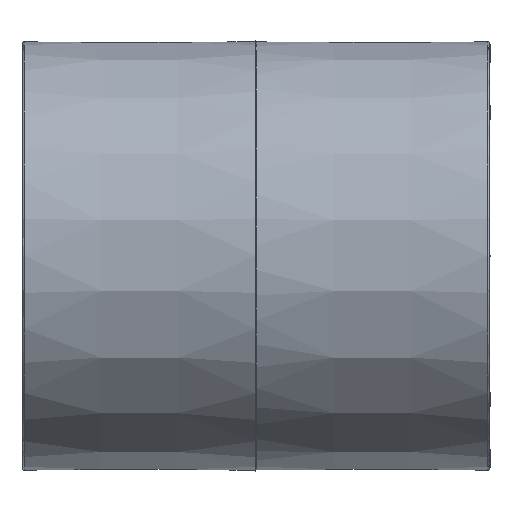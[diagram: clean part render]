
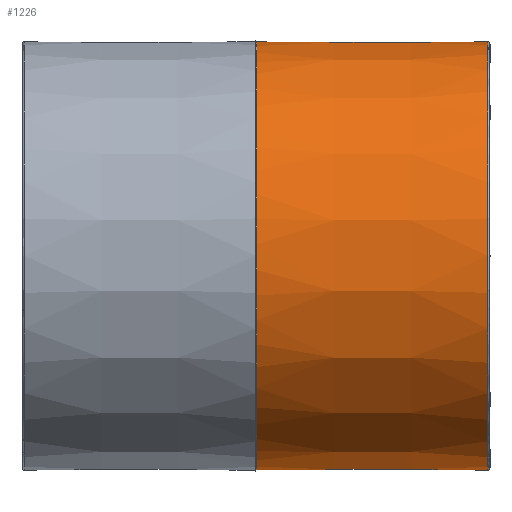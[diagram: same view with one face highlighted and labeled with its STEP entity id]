
A CAD part, top view. The second image highlights one B-rep face of the part: STEP entity #1226.
In plain terms, the highlighted conical face has half-angle 0.038 degrees and reference radius 70.05 mm.
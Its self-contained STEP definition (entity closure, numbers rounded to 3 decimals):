
#111=CONICAL_SURFACE('',#20630,70.05,0.038);
#1226=ADVANCED_FACE('',(#5651,#5652),#111,.T.);
#3478=CIRCLE('',#20628,70.);
#5651=FACE_BOUND('',#5743,.T.);
#5652=FACE_BOUND('',#5744,.T.);
#5743=EDGE_LOOP('',(#7779));
#5744=EDGE_LOOP('',(#7780));
#7779=ORIENTED_EDGE('',*,*,#16227,.T.);
#7780=ORIENTED_EDGE('',*,*,#16226,.F.);
#14084=VERTEX_POINT('',#30584);
#14085=VERTEX_POINT('',#30620);
#16226=EDGE_CURVE('',#14084,#14084,#3478,.T.);
#16227=EDGE_CURVE('',#14085,#14085,#19258,.T.);
#19258=B_SPLINE_CURVE_WITH_KNOTS('',3,(#30586,#30587,#30588,#30589,#30590,
#30591,#30592,#30593,#30594,#30595,#30596,#30597,#30598,#30599,#30600,#30601,
#30602,#30603,#30604,#30605,#30606,#30607,#30608,#30609,#30610,#30611,#30612,
#30613,#30614,#30615,#30616,#30617,#30618,#30619),.UNSPECIFIED.,.T.,.F.,
(2,2,2,2,2,2,2,2,2,2,2,2,2,2,2,2,2,2,2),(-0.063,0.,0.062,
0.125,0.188,0.25,0.313,0.375,0.438,0.5,0.563,0.625,0.688,0.75,0.813,
0.875,0.938,1.,1.063),.UNSPECIFIED.);
#20628=AXIS2_PLACEMENT_3D('',#30583,#22065,#22066);
#20630=AXIS2_PLACEMENT_3D('',#30621,#22069,#22070);
#22065=DIRECTION('',(1.,0.,0.));
#22066=DIRECTION('',(0.,0.,-1.));
#22069=DIRECTION('',(-1.,0.,0.));
#22070=DIRECTION('',(0.,0.,1.));
#30583=CARTESIAN_POINT('',(80602.808,10733.665,0.));
#30584=CARTESIAN_POINT('',(80602.808,10733.665,-70.));
#30586=CARTESIAN_POINT('',(80527.308,10724.495,-70.05));
#30587=CARTESIAN_POINT('',(80527.308,10742.834,-70.05));
#30588=CARTESIAN_POINT('',(80527.308,10752.,-68.227));
#30589=CARTESIAN_POINT('',(80527.308,10768.943,-61.209));
#30590=CARTESIAN_POINT('',(80527.308,10776.714,-56.017));
#30591=CARTESIAN_POINT('',(80527.308,10789.682,-43.049));
#30592=CARTESIAN_POINT('',(80527.308,10794.874,-35.279));
#30593=CARTESIAN_POINT('',(80527.308,10801.892,-18.335));
#30594=CARTESIAN_POINT('',(80527.308,10803.715,-9.17));
#30595=CARTESIAN_POINT('',(80527.308,10803.715,9.17));
#30596=CARTESIAN_POINT('',(80527.308,10801.892,18.335));
#30597=CARTESIAN_POINT('',(80527.308,10794.874,35.279));
#30598=CARTESIAN_POINT('',(80527.308,10789.682,43.049));
#30599=CARTESIAN_POINT('',(80527.308,10776.714,56.017));
#30600=CARTESIAN_POINT('',(80527.308,10768.943,61.209));
#30601=CARTESIAN_POINT('',(80527.308,10752.,68.227));
#30602=CARTESIAN_POINT('',(80527.308,10742.834,70.05));
#30603=CARTESIAN_POINT('',(80527.308,10724.495,70.05));
#30604=CARTESIAN_POINT('',(80527.308,10715.329,68.227));
#30605=CARTESIAN_POINT('',(80527.308,10698.386,61.209));
#30606=CARTESIAN_POINT('',(80527.308,10690.616,56.017));
#30607=CARTESIAN_POINT('',(80527.308,10677.648,43.049));
#30608=CARTESIAN_POINT('',(80527.308,10672.456,35.279));
#30609=CARTESIAN_POINT('',(80527.308,10665.438,18.335));
#30610=CARTESIAN_POINT('',(80527.308,10663.615,9.17));
#30611=CARTESIAN_POINT('',(80527.308,10663.615,-9.17));
#30612=CARTESIAN_POINT('',(80527.308,10665.438,-18.335));
#30613=CARTESIAN_POINT('',(80527.308,10672.456,-35.279));
#30614=CARTESIAN_POINT('',(80527.308,10677.648,-43.049));
#30615=CARTESIAN_POINT('',(80527.308,10690.616,-56.017));
#30616=CARTESIAN_POINT('',(80527.308,10698.386,-61.209));
#30617=CARTESIAN_POINT('',(80527.308,10715.329,-68.227));
#30618=CARTESIAN_POINT('',(80527.308,10724.495,-70.05));
#30619=CARTESIAN_POINT('',(80527.308,10742.834,-70.05));
#30620=CARTESIAN_POINT('',(80527.308,10733.665,-70.05));
#30621=CARTESIAN_POINT('',(80527.308,10733.665,0.));
